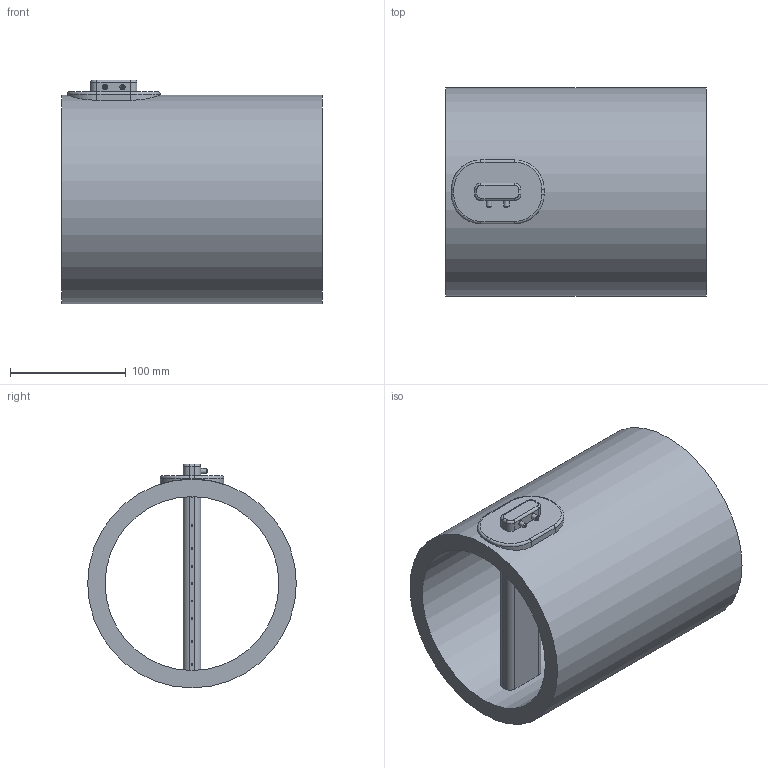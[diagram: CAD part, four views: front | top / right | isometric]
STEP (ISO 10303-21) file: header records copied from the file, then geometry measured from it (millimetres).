
FILE_DESCRIPTION(/* description */ (''),/* implementation_level */ '2;1');
FILE_NAME(/* name */ 'Averaging Pitot tube for 150mm airduct.step',/* time_stamp */ '2025-04-26T10:34:33+02:00',/* author */ (''),/* organization */ (''),/* preprocessor_version */ 'ST-DEVELOPER v20.1',/* originating_system */ 'Autodesk Translation Framework v14.4.0.0',/* authorisation */ '');
FILE_SCHEMA (('AUTOMOTIVE_DESIGN { 1 0 10303 214 3 1 1 }'));
Length unit declared in the file: millimetre
Products named in the file (1): Za kanal
Bounding box: 225 x 180 x 193 mm (x, y, z)
Volume: 1793385.6 mm3; surface area: 295695 mm2
Topology: 2 solids, 2 shells, 107 faces, 256 edges, 155 vertices
Faces by surface type: cylinder 50, plane 41, cone 8, torus 8
Full cylindrical faces by diameter (mm): 1.5 x20, 4.5 x2, 150 x1, 180 x1
Entity records: 3296 total; most frequent: CARTESIAN_POINT 655, DIRECTION 560, ORIENTED_EDGE 504, EDGE_CURVE 252, AXIS2_PLACEMENT_3D 212, VERTEX_POINT 155, EDGE_LOOP 151, LINE 136
